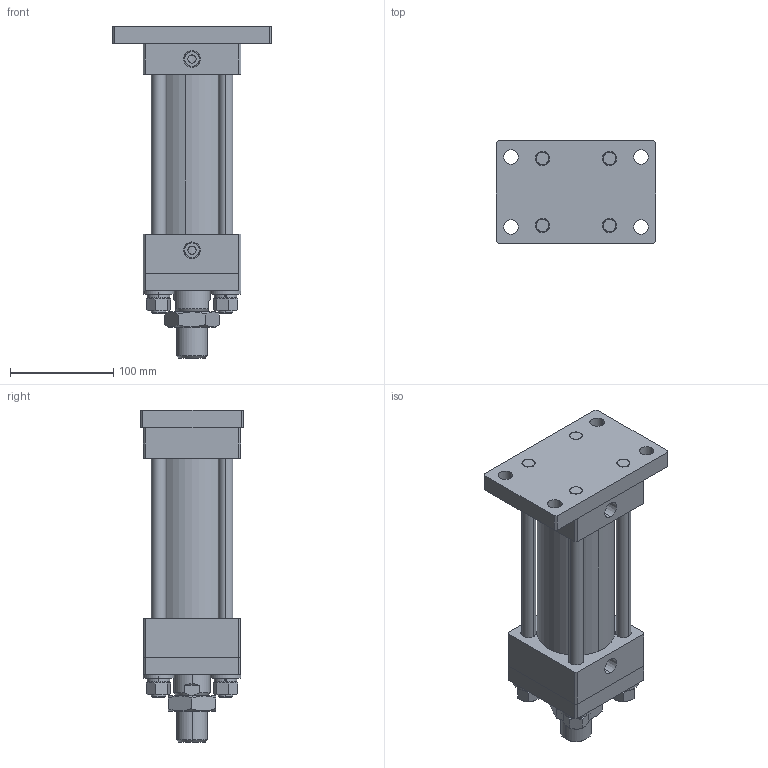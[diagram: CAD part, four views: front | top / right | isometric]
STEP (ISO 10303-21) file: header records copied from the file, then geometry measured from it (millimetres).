
FILE_DESCRIPTION (( 'STEP AP203' ), '1' );
FILE_NAME ('HOB-63-35-100-FB.STEP', '2021-04-27T05:47:44', ( '微软用户' ), ( '微软中国' ), 'SwSTEP 2.0', 'SolidWorks 2012', '' );
FILE_SCHEMA (( 'CONFIG_CONTROL_DESIGN' ));
Length unit declared in the file: millimetre
Products named in the file (12): HOB-63-35-100-FB; HOB-63-35-100-FB楊擘; hex thin nuts-grades ab-chamfered gb_GB_FASTENER_NUT_STNAB  B M30-N; HOB-63-35-100楊擘; hex nuts, style 1-grades ab gb_GB_FASTENER_NUT_SNAB1 M14-C; plain washers--product grade c gb_GB_FASTENER_WASHER_SMWC 16; spring lock washers--normal type gb_GB_FASTENER_WASHER_SW 14; HOB-63-35-100-FB嶺裝; HOB-63-35-100活塞杆; HOB-63-35-100前盖; HOB-63-35-100掛极; HOB-63-35-100綴裔
Assembly tree (23 placements, depth 2):
  HOB-63-35-100-FB
    HOB-63-35-100綴裔
    HOB-63-35-100掛极
    HOB-63-35-100前盖
    HOB-63-35-100活塞杆
    HOB-63-35-100-FB嶺裝  x4
    spring lock washers--normal type gb_GB_FASTENER_WASHER_SW 14  x4
    plain washers--product grade c gb_GB_FASTENER_WASHER_SMWC 16  x4
    hex nuts, style 1-grades ab gb_GB_FASTENER_NUT_SNAB1 M14-C  x4
    HOB-63-35-100楊擘
    hex thin nuts-grades ab-chamfered gb_GB_FASTENER_NUT_STNAB  B M30-N
    HOB-63-35-100-FB楊擘
Bounding box: 155 x 100 x 322 mm (x, y, z)
Volume: 1637316.1 mm3; surface area: 332620.3 mm2
Topology: 23 solids, 23 shells, 352 faces, 808 edges, 510 vertices
Faces by surface type: plane 131, cylinder 130, cone 79, torus 12
Entity records: 8754 total; most frequent: CARTESIAN_POINT 1631, DIRECTION 1244, ORIENTED_EDGE 1076, EDGE_CURVE 538, AXIS2_PLACEMENT_3D 497, VERTEX_POINT 342, EDGE_LOOP 290, LINE 250
